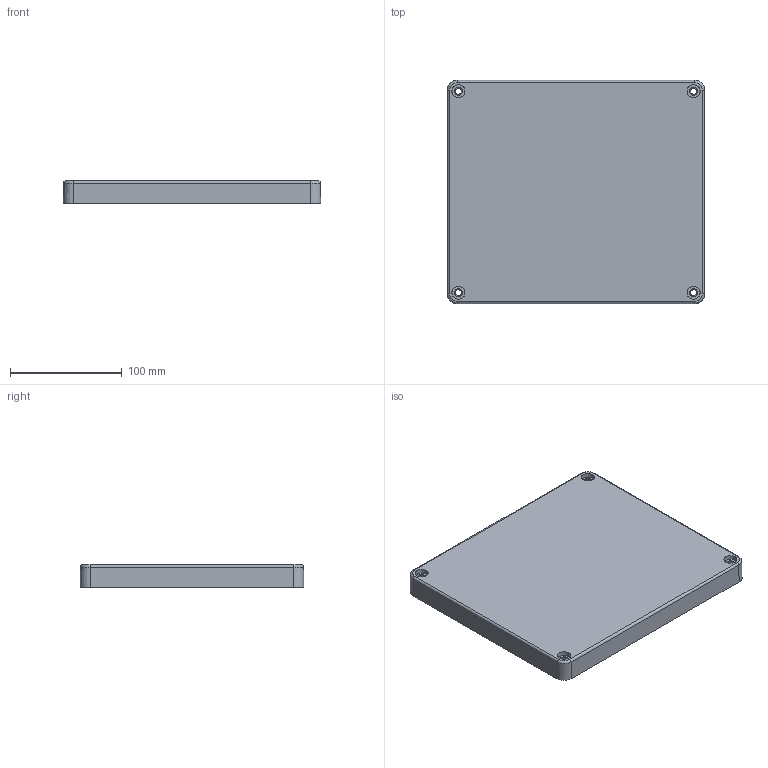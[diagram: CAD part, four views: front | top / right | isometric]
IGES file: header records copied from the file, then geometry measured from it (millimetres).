
Global section: file name: No Iges File Name specified; native system: AutoDesk Inventor R11.0; preprocessor: AutoDesk Inventor Iges Exporter R11.0; author: No Author specified; organization: No Organization specified; date: 20070207.095611; units: millimetre
Bounding box: 230 x 200 x 20 mm (x, y, z)
Volume: 288443.5 mm3; surface area: 127786.7 mm2
Topology: 1 solids, 1 shells, 225 faces, 565 edges, 348 vertices
Faces by surface type: plane 73, revolution 67, bspline 40, cone 37, cylinder 4, torus 4
